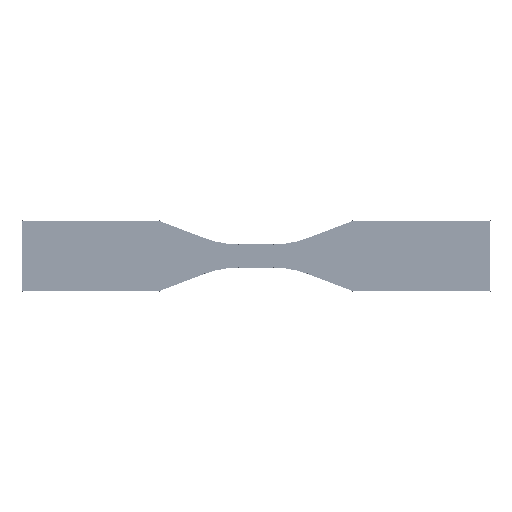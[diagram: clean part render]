
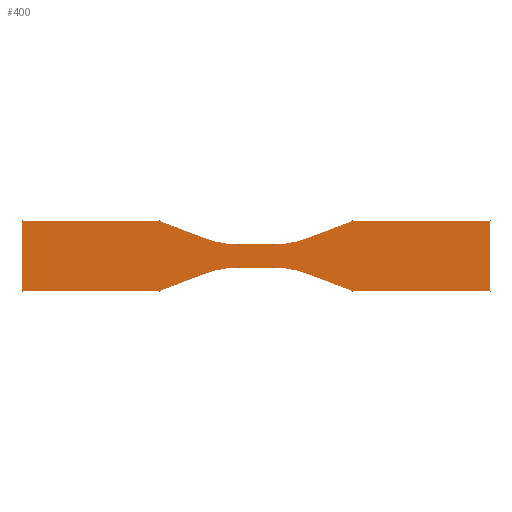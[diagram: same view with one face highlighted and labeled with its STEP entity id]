
A CAD part, top view. The second image highlights one B-rep face of the part: STEP entity #400.
In plain terms, the highlighted planar face has unit normal (0, 0, 1).
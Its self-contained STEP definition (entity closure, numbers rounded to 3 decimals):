
#5 = CARTESIAN_POINT ( 'NONE',  ( -0.071, -0.187, 0. ) ) ;
#6 = CARTESIAN_POINT ( 'NONE',  ( 2.441, -14.29, 0. ) ) ;
#18 = VERTEX_POINT ( 'NONE', #107 ) ;
#22 = DIRECTION ( 'NONE',  ( 0., 0., 1. ) ) ;
#26 = EDGE_CURVE ( 'NONE', #176, #306, #138, .T. ) ;
#28 = EDGE_CURVE ( 'NONE', #598, #176, #411, .T. ) ;
#30 = LINE ( 'NONE', #444, #565 ) ;
#34 = VERTEX_POINT ( 'NONE', #370 ) ;
#36 = ORIENTED_EDGE ( 'NONE', *, *, #53, .T. ) ;
#37 = CARTESIAN_POINT ( 'NONE',  ( 6.938, -2.413, 0. ) ) ;
#41 = EDGE_CURVE ( 'NONE', #306, #431, #60, .T. ) ;
#43 = ORIENTED_EDGE ( 'NONE', *, *, #28, .F. ) ;
#49 = AXIS2_PLACEMENT_3D ( 'NONE', #115, #22, #297 ) ;
#50 = VECTOR ( 'NONE', #315, 1000. ) ;
#53 = EDGE_CURVE ( 'NONE', #598, #358, #463, .T. ) ;
#58 = LINE ( 'NONE', #230, #243 ) ;
#60 = LINE ( 'NONE', #5, #558 ) ;
#64 = CARTESIAN_POINT ( 'NONE',  ( -2.441, -14.29, 0. ) ) ;
#73 = LINE ( 'NONE', #255, #268 ) ;
#75 = LINE ( 'NONE', #586, #84 ) ;
#78 = CIRCLE ( 'NONE', #132, 12.7 ) ;
#79 = ORIENTED_EDGE ( 'NONE', *, *, #581, .T. ) ;
#84 = VECTOR ( 'NONE', #535, 1000. ) ;
#86 = VERTEX_POINT ( 'NONE', #37 ) ;
#89 = CARTESIAN_POINT ( 'NONE',  ( 31.75, 4.765, 0. ) ) ;
#94 = DIRECTION ( 'NONE',  ( -1., 0., 0. ) ) ;
#97 = DIRECTION ( 'NONE',  ( 1., 0., 0. ) ) ;
#103 = LINE ( 'NONE', #468, #532 ) ;
#107 = CARTESIAN_POINT ( 'NONE',  ( 2.441, 1.59, 0. ) ) ;
#112 = EDGE_CURVE ( 'NONE', #124, #543, #232, .T. ) ;
#115 = CARTESIAN_POINT ( 'NONE',  ( 0., 0., 0. ) ) ;
#117 = DIRECTION ( 'NONE',  ( 0., 1., 0. ) ) ;
#122 = CIRCLE ( 'NONE', #345, 12.7 ) ;
#124 = VERTEX_POINT ( 'NONE', #89 ) ;
#126 = DIRECTION ( 'NONE',  ( 1., 0., 0. ) ) ;
#132 = AXIS2_PLACEMENT_3D ( 'NONE', #521, #524, #577 ) ;
#136 = ORIENTED_EDGE ( 'NONE', *, *, #163, .T. ) ;
#138 = LINE ( 'NONE', #291, #367 ) ;
#149 = DIRECTION ( 'NONE',  ( 1., 0., 0. ) ) ;
#151 = DIRECTION ( 'NONE',  ( 0.935, -0.354, 0. ) ) ;
#157 = CARTESIAN_POINT ( 'NONE',  ( -31.75, 4.765, 0. ) ) ;
#163 = EDGE_CURVE ( 'NONE', #220, #18, #78, .T. ) ;
#164 = PLANE ( 'NONE',  #49 ) ;
#170 = EDGE_CURVE ( 'NONE', #386, #259, #546, .T. ) ;
#171 = ORIENTED_EDGE ( 'NONE', *, *, #339, .T. ) ;
#173 = ORIENTED_EDGE ( 'NONE', *, *, #511, .T. ) ;
#174 = ORIENTED_EDGE ( 'NONE', *, *, #570, .F. ) ;
#176 = VERTEX_POINT ( 'NONE', #157 ) ;
#201 = DIRECTION ( 'NONE',  ( 1., 0., 0. ) ) ;
#202 = CARTESIAN_POINT ( 'NONE',  ( 13.15, -4.765, 0. ) ) ;
#204 = FACE_OUTER_BOUND ( 'NONE', #454, .T. ) ;
#207 = VECTOR ( 'NONE', #360, 1000. ) ;
#208 = CARTESIAN_POINT ( 'NONE',  ( -6.938, 2.413, 0. ) ) ;
#211 = CARTESIAN_POINT ( 'NONE',  ( -2.441, 14.29, 0. ) ) ;
#216 = ORIENTED_EDGE ( 'NONE', *, *, #319, .T. ) ;
#220 = VERTEX_POINT ( 'NONE', #250 ) ;
#221 = AXIS2_PLACEMENT_3D ( 'NONE', #6, #277, #149 ) ;
#230 = CARTESIAN_POINT ( 'NONE',  ( 0.071, -0.187, 0. ) ) ;
#232 = LINE ( 'NONE', #606, #207 ) ;
#241 = DIRECTION ( 'NONE',  ( 0., 0., 1. ) ) ;
#243 = VECTOR ( 'NONE', #568, 1000. ) ;
#246 = CARTESIAN_POINT ( 'NONE',  ( 31.75, 0., 0. ) ) ;
#250 = CARTESIAN_POINT ( 'NONE',  ( 6.938, 2.413, 0. ) ) ;
#255 = CARTESIAN_POINT ( 'NONE',  ( -0.071, 0.187, 0. ) ) ;
#257 = DIRECTION ( 'NONE',  ( 0.935, 0.354, 0. ) ) ;
#259 = VERTEX_POINT ( 'NONE', #537 ) ;
#268 = VECTOR ( 'NONE', #257, 1000. ) ;
#272 = CARTESIAN_POINT ( 'NONE',  ( 0., -4.765, 0. ) ) ;
#277 = DIRECTION ( 'NONE',  ( 0., 0., -1. ) ) ;
#289 = CARTESIAN_POINT ( 'NONE',  ( 13.15, 4.765, 0. ) ) ;
#291 = CARTESIAN_POINT ( 'NONE',  ( 0., 4.765, 0. ) ) ;
#293 = ORIENTED_EDGE ( 'NONE', *, *, #316, .F. ) ;
#297 = DIRECTION ( 'NONE',  ( 1., 0., 0. ) ) ;
#300 = CARTESIAN_POINT ( 'NONE',  ( -2.441, 1.59, 0. ) ) ;
#301 = LINE ( 'NONE', #492, #533 ) ;
#302 = EDGE_CURVE ( 'NONE', #443, #431, #122, .T. ) ;
#305 = DIRECTION ( 'NONE',  ( -1., 0., 0. ) ) ;
#306 = VERTEX_POINT ( 'NONE', #393 ) ;
#315 = DIRECTION ( 'NONE',  ( 1., 0., 0. ) ) ;
#316 = EDGE_CURVE ( 'NONE', #459, #86, #75, .T. ) ;
#318 = CARTESIAN_POINT ( 'NONE',  ( -31.75, 0., 0. ) ) ;
#319 = EDGE_CURVE ( 'NONE', #18, #443, #301, .T. ) ;
#339 = EDGE_CURVE ( 'NONE', #358, #259, #73, .T. ) ;
#345 = AXIS2_PLACEMENT_3D ( 'NONE', #211, #347, #126 ) ;
#347 = DIRECTION ( 'NONE',  ( 0., 0., -1. ) ) ;
#348 = EDGE_CURVE ( 'NONE', #357, #386, #30, .T. ) ;
#350 = DIRECTION ( 'NONE',  ( -1., 0., 0. ) ) ;
#357 = VERTEX_POINT ( 'NONE', #438 ) ;
#358 = VERTEX_POINT ( 'NONE', #563 ) ;
#360 = DIRECTION ( 'NONE',  ( -1., 0., 0. ) ) ;
#367 = VECTOR ( 'NONE', #97, 1000. ) ;
#368 = CARTESIAN_POINT ( 'NONE',  ( -31.75, -4.765, 0. ) ) ;
#370 = CARTESIAN_POINT ( 'NONE',  ( 31.75, -4.765, 0. ) ) ;
#385 = CARTESIAN_POINT ( 'NONE',  ( -2.441, -1.59, 0. ) ) ;
#386 = VERTEX_POINT ( 'NONE', #385 ) ;
#393 = CARTESIAN_POINT ( 'NONE',  ( -13.15, 4.765, 0. ) ) ;
#400 = ADVANCED_FACE ( 'NONE', ( #204 ), #164, .T. ) ;
#411 = LINE ( 'NONE', #318, #583 ) ;
#417 = AXIS2_PLACEMENT_3D ( 'NONE', #64, #241, #201 ) ;
#431 = VERTEX_POINT ( 'NONE', #208 ) ;
#433 = EDGE_CURVE ( 'NONE', #34, #124, #534, .T. ) ;
#438 = CARTESIAN_POINT ( 'NONE',  ( 2.441, -1.59, 0. ) ) ;
#443 = VERTEX_POINT ( 'NONE', #300 ) ;
#444 = CARTESIAN_POINT ( 'NONE',  ( 0., -1.59, 0. ) ) ;
#453 = ORIENTED_EDGE ( 'NONE', *, *, #433, .T. ) ;
#454 = EDGE_LOOP ( 'NONE', ( #173, #136, #216, #513, #602, #555, #43, #36, #171, #567, #552, #79, #293, #174, #453, #501 ) ) ;
#459 = VERTEX_POINT ( 'NONE', #202 ) ;
#463 = LINE ( 'NONE', #272, #50 ) ;
#468 = CARTESIAN_POINT ( 'NONE',  ( 0., -4.765, 0. ) ) ;
#492 = CARTESIAN_POINT ( 'NONE',  ( 0., 1.59, 0. ) ) ;
#496 = VECTOR ( 'NONE', #117, 1000. ) ;
#501 = ORIENTED_EDGE ( 'NONE', *, *, #112, .T. ) ;
#508 = DIRECTION ( 'NONE',  ( 0., 1., 0. ) ) ;
#511 = EDGE_CURVE ( 'NONE', #543, #220, #58, .T. ) ;
#513 = ORIENTED_EDGE ( 'NONE', *, *, #302, .T. ) ;
#521 = CARTESIAN_POINT ( 'NONE',  ( 2.441, 14.29, 0. ) ) ;
#524 = DIRECTION ( 'NONE',  ( 0., 0., -1. ) ) ;
#532 = VECTOR ( 'NONE', #94, 1000. ) ;
#533 = VECTOR ( 'NONE', #305, 1000. ) ;
#534 = LINE ( 'NONE', #246, #496 ) ;
#535 = DIRECTION ( 'NONE',  ( -0.935, 0.354, 0. ) ) ;
#537 = CARTESIAN_POINT ( 'NONE',  ( -6.938, -2.413, 0. ) ) ;
#543 = VERTEX_POINT ( 'NONE', #289 ) ;
#546 = CIRCLE ( 'NONE', #417, 12.7 ) ;
#552 = ORIENTED_EDGE ( 'NONE', *, *, #348, .F. ) ;
#555 = ORIENTED_EDGE ( 'NONE', *, *, #26, .F. ) ;
#558 = VECTOR ( 'NONE', #151, 1000. ) ;
#563 = CARTESIAN_POINT ( 'NONE',  ( -13.15, -4.765, 0. ) ) ;
#564 = CIRCLE ( 'NONE', #221, 12.7 ) ;
#565 = VECTOR ( 'NONE', #350, 1000. ) ;
#567 = ORIENTED_EDGE ( 'NONE', *, *, #170, .F. ) ;
#568 = DIRECTION ( 'NONE',  ( -0.935, -0.354, 0. ) ) ;
#570 = EDGE_CURVE ( 'NONE', #34, #459, #103, .T. ) ;
#577 = DIRECTION ( 'NONE',  ( 1., 0., 0. ) ) ;
#581 = EDGE_CURVE ( 'NONE', #357, #86, #564, .T. ) ;
#583 = VECTOR ( 'NONE', #508, 1000. ) ;
#586 = CARTESIAN_POINT ( 'NONE',  ( 0.071, 0.187, 0. ) ) ;
#598 = VERTEX_POINT ( 'NONE', #368 ) ;
#602 = ORIENTED_EDGE ( 'NONE', *, *, #41, .F. ) ;
#606 = CARTESIAN_POINT ( 'NONE',  ( 0., 4.765, 0. ) ) ;
